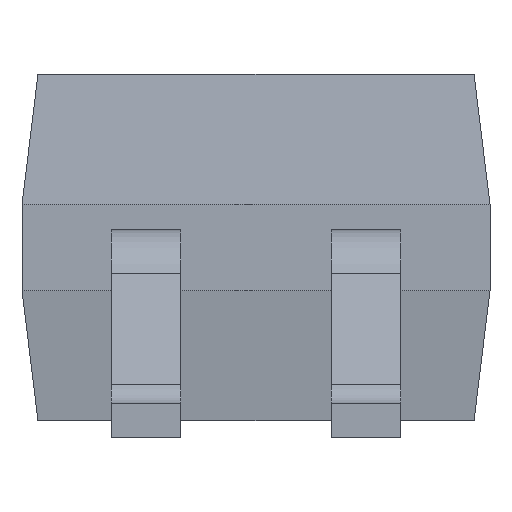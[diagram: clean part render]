
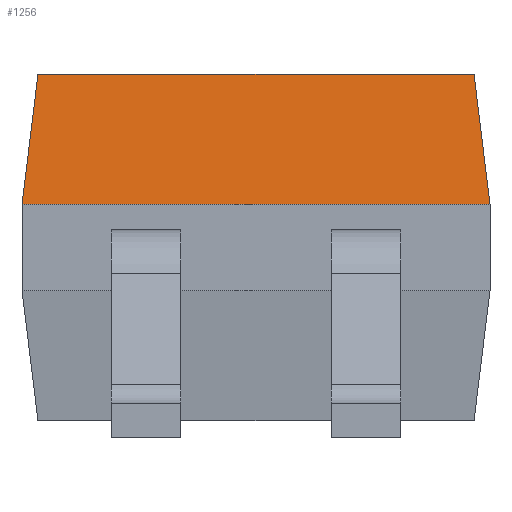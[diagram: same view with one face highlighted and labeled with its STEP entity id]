
A CAD part, front view. The second image highlights one B-rep face of the part: STEP entity #1256.
In plain terms, the highlighted planar face has unit normal (0, -0.993, 0.122).
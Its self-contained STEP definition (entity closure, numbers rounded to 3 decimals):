
#185 = VERTEX_POINT ( 'NONE', #1839 ) ;
#244 = CARTESIAN_POINT ( 'NONE',  ( -1.258, -2.108, 2. ) ) ;
#414 = ORIENTED_EDGE ( 'NONE', *, *, #1994, .F. ) ;
#462 = CARTESIAN_POINT ( 'NONE',  ( 1.227, -2.077, 2.251 ) ) ;
#643 = VECTOR ( 'NONE', #3715, 1000. ) ;
#811 = LINE ( 'NONE', #462, #2343 ) ;
#823 = VERTEX_POINT ( 'NONE', #1900 ) ;
#925 = DIRECTION ( 'NONE',  ( 1., 0., 0. ) ) ;
#1020 = VECTOR ( 'NONE', #1229, 1000. ) ;
#1229 = DIRECTION ( 'NONE',  ( 1., 0., 0. ) ) ;
#1256 = ADVANCED_FACE ( 'NONE', ( #2466 ), #3992, .F. ) ;
#1276 = VECTOR ( 'NONE', #3199, 1000. ) ;
#1326 = LINE ( 'NONE', #2286, #1276 ) ;
#1419 = DIRECTION ( 'NONE',  ( -0.121, 0.121, 0.985 ) ) ;
#1474 = EDGE_LOOP ( 'NONE', ( #1797, #3665, #2409, #414 ) ) ;
#1526 = CARTESIAN_POINT ( 'NONE',  ( -1.227, -2.077, 2.251 ) ) ;
#1784 = EDGE_CURVE ( 'NONE', #823, #185, #1326, .T. ) ;
#1797 = ORIENTED_EDGE ( 'NONE', *, *, #2339, .T. ) ;
#1839 = CARTESIAN_POINT ( 'NONE',  ( -1.35, -2.2, 1.25 ) ) ;
#1900 = CARTESIAN_POINT ( 'NONE',  ( 1.35, -2.2, 1.25 ) ) ;
#1994 = EDGE_CURVE ( 'NONE', #2934, #2164, #3891, .T. ) ;
#2164 = VERTEX_POINT ( 'NONE', #3186 ) ;
#2234 = CARTESIAN_POINT ( 'NONE',  ( 0., -2.108, 2. ) ) ;
#2286 = CARTESIAN_POINT ( 'NONE',  ( -1.35, -2.2, 1.25 ) ) ;
#2339 = EDGE_CURVE ( 'NONE', #2934, #185, #2482, .T. ) ;
#2343 = VECTOR ( 'NONE', #1419, 1000. ) ;
#2380 = CARTESIAN_POINT ( 'NONE',  ( 0., -2.108, 2. ) ) ;
#2409 = ORIENTED_EDGE ( 'NONE', *, *, #3110, .T. ) ;
#2466 = FACE_OUTER_BOUND ( 'NONE', #1474, .T. ) ;
#2482 = LINE ( 'NONE', #1526, #643 ) ;
#2927 = AXIS2_PLACEMENT_3D ( 'NONE', #2234, #3079, #925 ) ;
#2934 = VERTEX_POINT ( 'NONE', #244 ) ;
#3079 = DIRECTION ( 'NONE',  ( 0., 0.993, -0.122 ) ) ;
#3110 = EDGE_CURVE ( 'NONE', #823, #2164, #811, .T. ) ;
#3186 = CARTESIAN_POINT ( 'NONE',  ( 1.258, -2.108, 2. ) ) ;
#3199 = DIRECTION ( 'NONE',  ( -1., 0., 0. ) ) ;
#3665 = ORIENTED_EDGE ( 'NONE', *, *, #1784, .F. ) ;
#3715 = DIRECTION ( 'NONE',  ( -0.121, -0.121, -0.985 ) ) ;
#3891 = LINE ( 'NONE', #2380, #1020 ) ;
#3992 = PLANE ( 'NONE',  #2927 ) ;
